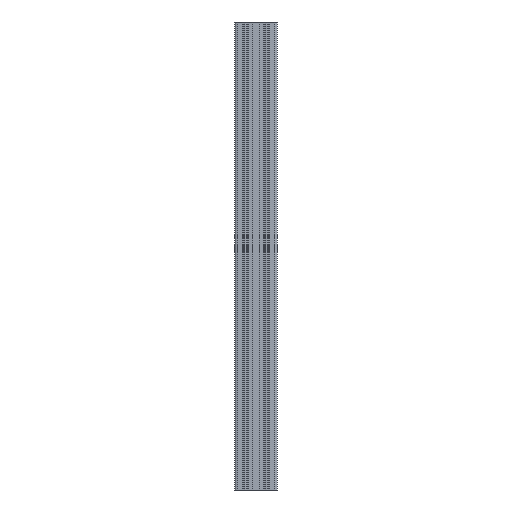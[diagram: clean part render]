
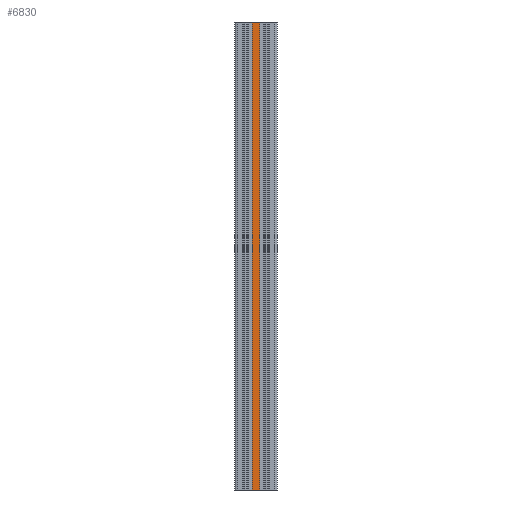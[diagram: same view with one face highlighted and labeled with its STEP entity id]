
A CAD part, front view. The second image highlights one B-rep face of the part: STEP entity #6830.
In plain terms, the highlighted planar face has unit normal (0, -1, 0).
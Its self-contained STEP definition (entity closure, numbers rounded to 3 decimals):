
#542=FACE_OUTER_BOUND('',#880,.T.);
#880=EDGE_LOOP('',(#5255,#5256,#5257,#5258));
#1532=LINE('',#10710,#2356);
#1533=LINE('',#10713,#2357);
#1534=LINE('',#10715,#2358);
#1535=LINE('',#10716,#2359);
#2356=VECTOR('',#8776,1000.);
#2357=VECTOR('',#8779,15.);
#2358=VECTOR('',#8780,15.);
#2359=VECTOR('',#8781,1000.);
#3117=VERTEX_POINT('',#10706);
#3118=VERTEX_POINT('',#10708);
#3119=VERTEX_POINT('',#10712);
#3120=VERTEX_POINT('',#10714);
#4018=EDGE_CURVE('',#3117,#3118,#1532,.T.);
#4019=EDGE_CURVE('',#3119,#3117,#1533,.T.);
#4020=EDGE_CURVE('',#3120,#3118,#1534,.T.);
#4021=EDGE_CURVE('',#3119,#3120,#1535,.T.);
#5255=ORIENTED_EDGE('',*,*,#4019,.T.);
#5256=ORIENTED_EDGE('',*,*,#4018,.T.);
#5257=ORIENTED_EDGE('',*,*,#4020,.F.);
#5258=ORIENTED_EDGE('',*,*,#4021,.F.);
#6501=PLANE('',#7336);
#6830=ADVANCED_FACE('',(#542),#6501,.T.);
#7336=AXIS2_PLACEMENT_3D('',#10711,#8777,#8778);
#8776=DIRECTION('',(0.,0.,1.));
#8777=DIRECTION('center_axis',(0.,-1.,0.));
#8778=DIRECTION('ref_axis',(1.,0.,0.));
#8779=DIRECTION('',(1.,0.,0.));
#8780=DIRECTION('',(1.,0.,0.));
#8781=DIRECTION('',(0.,0.,1.));
#10706=CARTESIAN_POINT('',(-37.5,-4.,0.));
#10708=CARTESIAN_POINT('',(-37.5,-4.,1000.));
#10710=CARTESIAN_POINT('',(-37.5,-4.,0.));
#10711=CARTESIAN_POINT('Origin',(-52.5,-4.,0.));
#10712=CARTESIAN_POINT('',(-52.5,-4.,0.));
#10713=CARTESIAN_POINT('',(-52.5,-4.,0.));
#10714=CARTESIAN_POINT('',(-52.5,-4.,1000.));
#10715=CARTESIAN_POINT('',(-52.5,-4.,1000.));
#10716=CARTESIAN_POINT('',(-52.5,-4.,0.));
